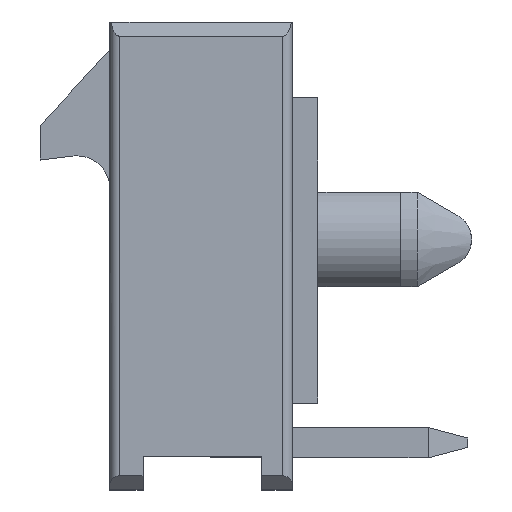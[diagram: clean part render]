
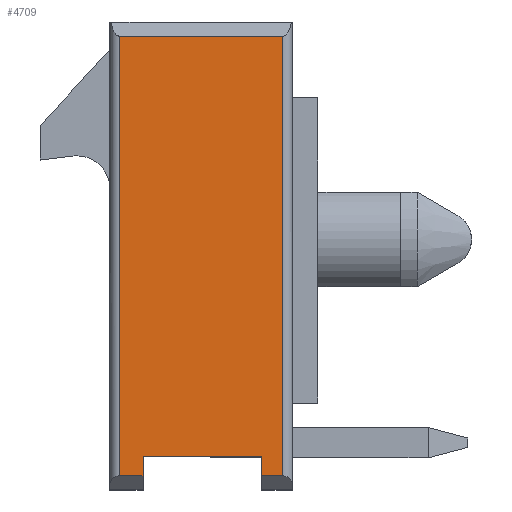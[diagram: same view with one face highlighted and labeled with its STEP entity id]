
A CAD part, left-side view. The second image highlights one B-rep face of the part: STEP entity #4709.
In plain terms, the highlighted planar face has unit normal (-1, 0, 0).
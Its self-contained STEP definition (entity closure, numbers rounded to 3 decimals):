
#36 = CARTESIAN_POINT ( 'NONE',  ( -4.925, 1.19, -4.6 ) ) ;
#135 = VECTOR ( 'NONE', #824, 1000. ) ;
#136 = DIRECTION ( 'NONE',  ( 0., 1., 0. ) ) ;
#228 = VERTEX_POINT ( 'NONE', #4314 ) ;
#330 = EDGE_CURVE ( 'NONE', #2680, #228, #2638, .T. ) ;
#412 = ORIENTED_EDGE ( 'NONE', *, *, #2069, .F. ) ;
#415 = DIRECTION ( 'NONE',  ( 0., 0., -1. ) ) ;
#460 = LINE ( 'NONE', #3994, #3953 ) ;
#481 = VERTEX_POINT ( 'NONE', #2101 ) ;
#511 = CARTESIAN_POINT ( 'NONE',  ( -4.925, 0.74, -5. ) ) ;
#606 = PLANE ( 'NONE',  #2834 ) ;
#746 = EDGE_CURVE ( 'NONE', #2647, #3418, #1042, .T. ) ;
#813 = LINE ( 'NONE', #36, #4221 ) ;
#823 = DIRECTION ( 'NONE',  ( 0., 0., 1. ) ) ;
#824 = DIRECTION ( 'NONE',  ( 0., 1., 0. ) ) ;
#841 = EDGE_CURVE ( 'NONE', #2862, #2407, #4483, .T. ) ;
#857 = CARTESIAN_POINT ( 'NONE',  ( -4.925, 3.7, -4.6 ) ) ;
#900 = CARTESIAN_POINT ( 'NONE',  ( -4.925, 0.54, -5. ) ) ;
#976 = DIRECTION ( 'NONE',  ( 0., 0., -1. ) ) ;
#1042 = LINE ( 'NONE', #857, #2843 ) ;
#1130 = VECTOR ( 'NONE', #823, 1000. ) ;
#1134 = FACE_OUTER_BOUND ( 'NONE', #1826, .T. ) ;
#1599 = DIRECTION ( 'NONE',  ( 0., 0., 1. ) ) ;
#1803 = DIRECTION ( 'NONE',  ( 1., 0., 0. ) ) ;
#1826 = EDGE_LOOP ( 'NONE', ( #3949, #2262, #2178, #412, #2473, #3806, #3900, #2874 ) ) ;
#1897 = CARTESIAN_POINT ( 'NONE',  ( -4.925, 4.2, 4.3 ) ) ;
#1955 = VECTOR ( 'NONE', #3249, 1000. ) ;
#1964 = EDGE_CURVE ( 'NONE', #2862, #3722, #3479, .T. ) ;
#2043 = CARTESIAN_POINT ( 'NONE',  ( -4.925, 0.74, 4.3 ) ) ;
#2069 = EDGE_CURVE ( 'NONE', #2647, #228, #3671, .T. ) ;
#2101 = CARTESIAN_POINT ( 'NONE',  ( -4.925, 1.19, -4.6 ) ) ;
#2178 = ORIENTED_EDGE ( 'NONE', *, *, #330, .T. ) ;
#2262 = ORIENTED_EDGE ( 'NONE', *, *, #4736, .T. ) ;
#2407 = VERTEX_POINT ( 'NONE', #2043 ) ;
#2436 = EDGE_CURVE ( 'NONE', #3418, #481, #460, .T. ) ;
#2473 = ORIENTED_EDGE ( 'NONE', *, *, #746, .T. ) ;
#2525 = CARTESIAN_POINT ( 'NONE',  ( -4.925, 22.765, 4.6 ) ) ;
#2613 = VECTOR ( 'NONE', #976, 1000. ) ;
#2638 = LINE ( 'NONE', #4186, #2613 ) ;
#2647 = VERTEX_POINT ( 'NONE', #5004 ) ;
#2680 = VERTEX_POINT ( 'NONE', #1897 ) ;
#2774 = EDGE_CURVE ( 'NONE', #481, #3722, #813, .T. ) ;
#2813 = CARTESIAN_POINT ( 'NONE',  ( -4.925, 0.54, -5. ) ) ;
#2834 = AXIS2_PLACEMENT_3D ( 'NONE', #2525, #1803, #4133 ) ;
#2843 = VECTOR ( 'NONE', #1599, 1000. ) ;
#2862 = VERTEX_POINT ( 'NONE', #511 ) ;
#2874 = ORIENTED_EDGE ( 'NONE', *, *, #1964, .F. ) ;
#2895 = DIRECTION ( 'NONE',  ( 0., -1., 0. ) ) ;
#3249 = DIRECTION ( 'NONE',  ( 0., 1., 0. ) ) ;
#3418 = VERTEX_POINT ( 'NONE', #4486 ) ;
#3479 = LINE ( 'NONE', #900, #135 ) ;
#3671 = LINE ( 'NONE', #2813, #1955 ) ;
#3722 = VERTEX_POINT ( 'NONE', #3999 ) ;
#3806 = ORIENTED_EDGE ( 'NONE', *, *, #2436, .T. ) ;
#3900 = ORIENTED_EDGE ( 'NONE', *, *, #2774, .T. ) ;
#3949 = ORIENTED_EDGE ( 'NONE', *, *, #841, .T. ) ;
#3953 = VECTOR ( 'NONE', #2895, 1000. ) ;
#3994 = CARTESIAN_POINT ( 'NONE',  ( -4.925, 1.19, -4.6 ) ) ;
#3999 = CARTESIAN_POINT ( 'NONE',  ( -4.925, 1.19, -5. ) ) ;
#4133 = DIRECTION ( 'NONE',  ( 0., 0., -1. ) ) ;
#4186 = CARTESIAN_POINT ( 'NONE',  ( -4.925, 4.2, -5.3 ) ) ;
#4221 = VECTOR ( 'NONE', #415, 1000. ) ;
#4314 = CARTESIAN_POINT ( 'NONE',  ( -4.925, 4.2, -5. ) ) ;
#4447 = VECTOR ( 'NONE', #136, 1000. ) ;
#4462 = CARTESIAN_POINT ( 'NONE',  ( -4.925, 0.74, 4.6 ) ) ;
#4466 = LINE ( 'NONE', #4860, #4447 ) ;
#4483 = LINE ( 'NONE', #4462, #1130 ) ;
#4486 = CARTESIAN_POINT ( 'NONE',  ( -4.925, 3.7, -4.6 ) ) ;
#4709 = ADVANCED_FACE ( 'NONE', ( #1134 ), #606, .F. ) ;
#4736 = EDGE_CURVE ( 'NONE', #2407, #2680, #4466, .T. ) ;
#4860 = CARTESIAN_POINT ( 'NONE',  ( -4.925, 0.54, 4.3 ) ) ;
#5004 = CARTESIAN_POINT ( 'NONE',  ( -4.925, 3.7, -5. ) ) ;
